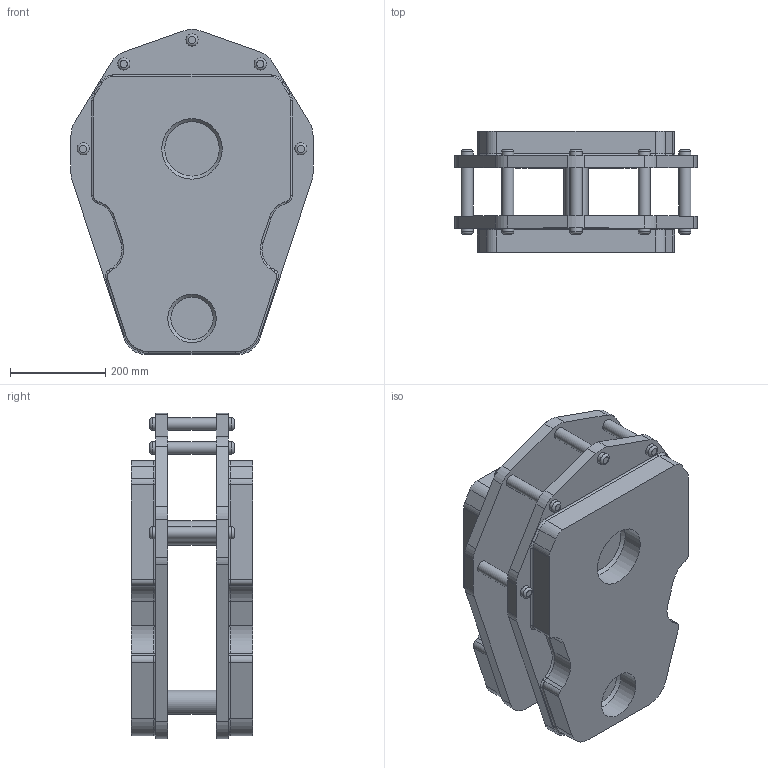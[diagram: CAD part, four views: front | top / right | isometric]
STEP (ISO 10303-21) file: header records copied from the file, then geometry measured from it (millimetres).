
FILE_DESCRIPTION( ( '' ), ' ' );
FILE_NAME( '59f8d82aa5d1c90f25d343fc.step', '2017-10-31T20:08:12', ( '' ), ( '' ), ' ', ' ', ' ' );
FILE_SCHEMA( ( 'AUTOMOTIVE_DESIGN { 1 0 10303 214 1 1 1 1 }' ) );
Length unit declared in the file: metre
Products named in the file (1): Lower Block
Bounding box: 508 x 254 x 682.69 mm (x, y, z)
Volume: 32947358.2 mm3; surface area: 1505433.1 mm2
Topology: 1 solids, 3 shells, 201 faces, 479 edges, 302 vertices
Faces by surface type: cylinder 93, plane 66, torus 38, cone 4
Full cylindrical faces by diameter (mm): 25.4 x17, 50.8 x2, 101.6 x2, 127 x2
Entity records: 7182 total; most frequent: DIRECTION 1064, CARTESIAN_POINT 918, ORIENTED_EDGE 856, AXIS2_PLACEMENT_3D 434, EDGE_CURVE 428, VERTEX_POINT 288, EDGE_LOOP 268, FACE_OUTER_BOUND 234
